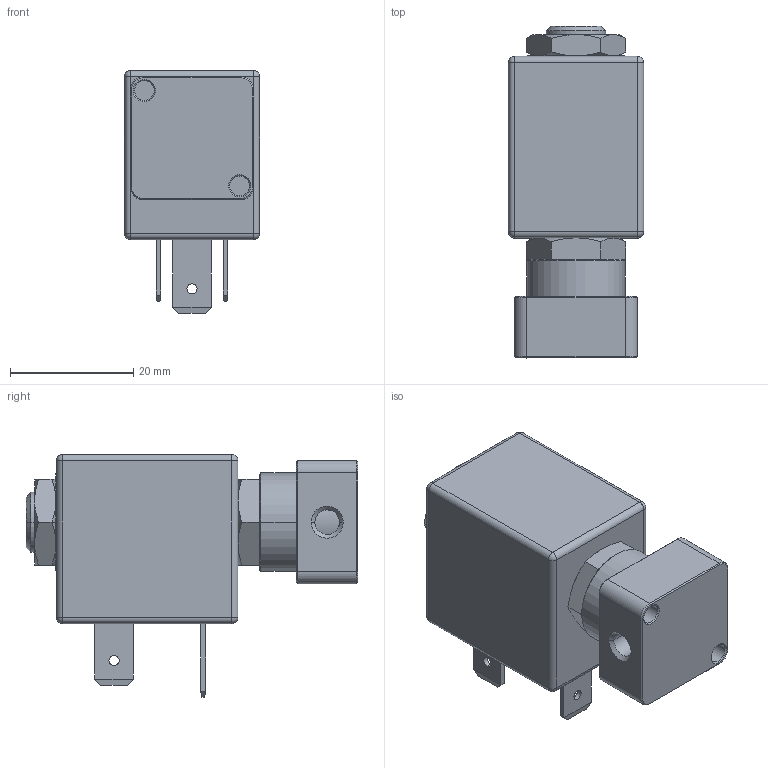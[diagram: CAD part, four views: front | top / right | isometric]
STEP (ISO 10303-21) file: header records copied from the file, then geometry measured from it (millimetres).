
FILE_DESCRIPTION((''),'2;1');
FILE_NAME('31JBMW0B12_LBA_INGOMBRO_ASM','2009-07-13T',('romeri'),('O.D.E.'),'PRO/ENGINEER BY PARAMETRIC TECHNOLOGY CORPORATION, 2005450','PRO/ENGINEER BY PARAMETRIC TECHNOLOGY CORPORATION, 2005450','');
FILE_SCHEMA(('CONFIG_CONTROL_DESIGN'));
Length unit declared in the file: millimetre
Products named in the file (6): 450JBM_INGOMBRO; 452074_INGOMBRO; BOBINA_5_W_INGOMBRO; 452571; 450146; 31JBMW0B12_LBA_INGOMBRO_ASM
Assembly tree (5 placements, depth 2):
  31JBMW0B12_LBA_INGOMBRO_ASM
    450JBM_INGOMBRO
    452074_INGOMBRO
    BOBINA_5_W_INGOMBRO
    452571
    450146
Bounding box: 22 x 53.95 x 39.5 mm (x, y, z)
Volume: 20272 mm3; surface area: 12884.7 mm2
Topology: 5 solids, 10 shells, 261 faces, 576 edges, 344 vertices
Faces by surface type: plane 110, cylinder 75, cone 64, sphere 8, torus 4
Entity records: 9444 total; most frequent: CARTESIAN_POINT 1432, DIRECTION 1303, ORIENTED_EDGE 1144, EDGE_CURVE 572, AXIS2_PLACEMENT_3D 497, PRESENTATION_STYLE_ASSIGNMENT 469, STYLED_ITEM 431, CURVE_STYLE 368
